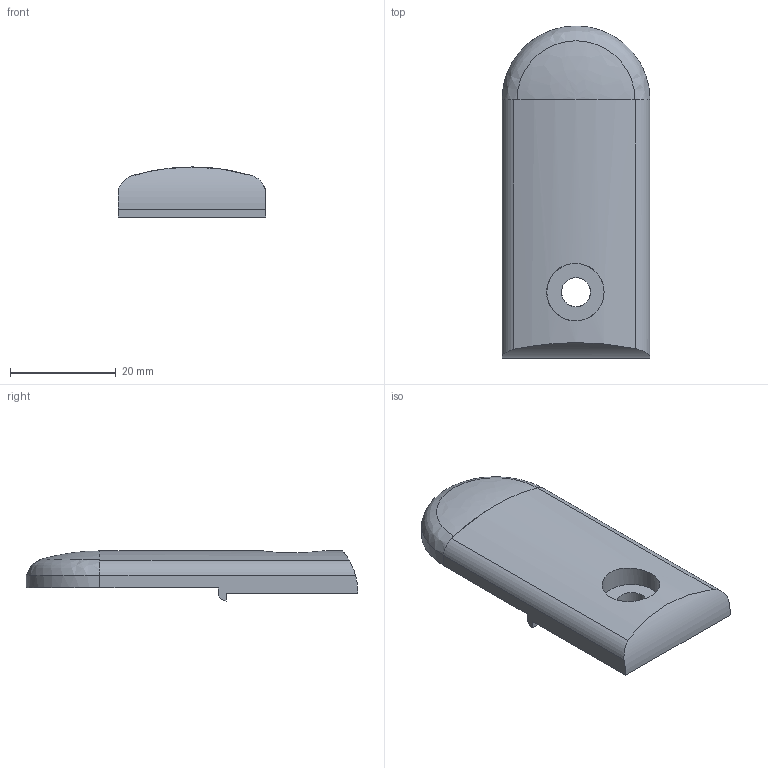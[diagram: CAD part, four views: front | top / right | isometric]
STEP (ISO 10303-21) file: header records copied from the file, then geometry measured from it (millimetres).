
FILE_DESCRIPTION(('STEP AP203'),'2;1');
FILE_NAME('XF40203G.stp','2011-02-02T13:09:02',(''),(''),'2009.3.110','THINKDESIGN','');
FILE_SCHEMA(('CONFIG_CONTROL_DESIGN'));
Length unit declared in the file: millimetre
Bounding box: 28 x 62.87 x 9.47 mm (x, y, z)
Volume: 9207.7 mm3; surface area: 5683.2 mm2
Topology: 2 solids, 2 shells, 67 faces, 183 edges, 125 vertices
Faces by surface type: plane 34, cylinder 23, bspline 10
Full cylindrical faces by diameter (mm): 5 x2, 5.501 x1, 5.844 x2, 10.881 x1, 19.3 x1, 19.456 x1
Entity records: 2396 total; most frequent: CARTESIAN_POINT 591, ORIENTED_EDGE 364, DIRECTION 353, EDGE_CURVE 182, AXIS2_PLACEMENT_3D 135, VERTEX_POINT 125, VECTOR 83, LINE 83
